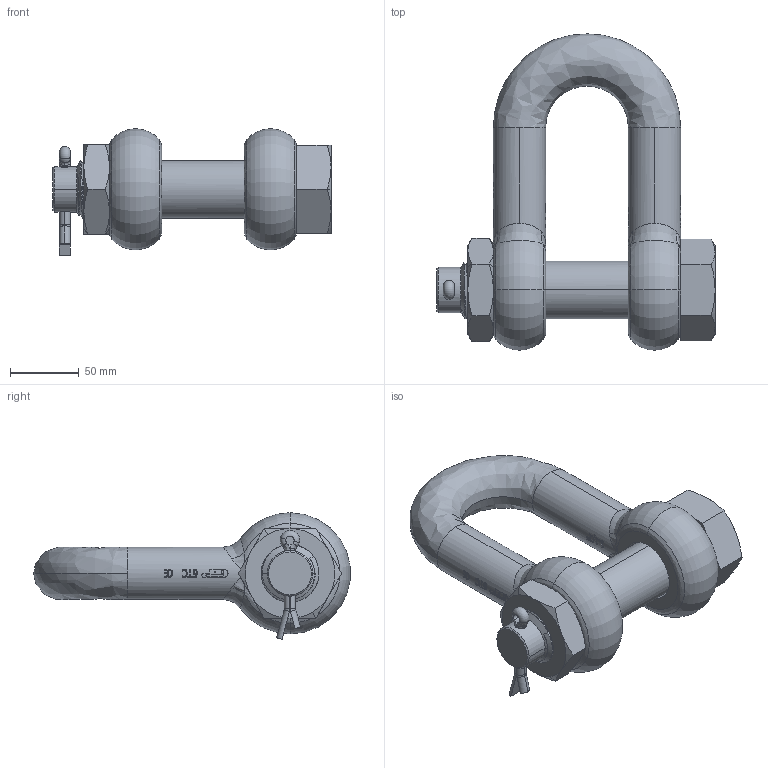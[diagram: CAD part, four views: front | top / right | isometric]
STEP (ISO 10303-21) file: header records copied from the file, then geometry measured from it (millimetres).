
FILE_DESCRIPTION (( 'STEP AP203' ), '1' );
FILE_NAME ('GPGDMB38.step', '2009-08-07T12:07:52', ( '.' ), ( '.' ), 'SwSTEP 2.0', 'SolidWorks 2009', '' );
FILE_SCHEMA (( 'CONFIG_CONTROL_DESIGN' ));
Products named in the file (5): GPGDMB38; 17_2; 17_1; 17_3; 17_4
Assembly tree (4 placements, depth 2):
  GPGDMB38
    17_3
    17_4
    17_2
    17_1
Bounding box: 202 x 229.68 x 91.86 mm (x, y, z)
Volume: 999789.8 mm3; surface area: 130962.9 mm2
Topology: 4 solids, 4 shells, 672 faces, 1804 edges, 1176 vertices
Faces by surface type: plane 301, bspline 237, cylinder 95, cone 28, torus 11
Entity records: 32510 total; most frequent: CARTESIAN_POINT 16951, ORIENTED_EDGE 3592, DIRECTION 2344, EDGE_CURVE 1796, VERTEX_POINT 1176, LINE 896, VECTOR 896, AXIS2_PLACEMENT_3D 724
